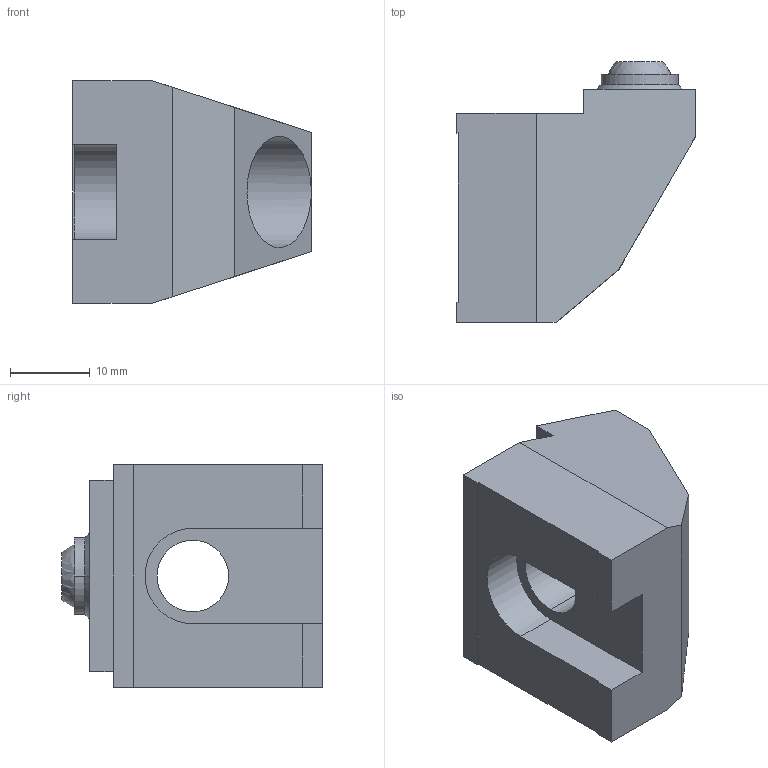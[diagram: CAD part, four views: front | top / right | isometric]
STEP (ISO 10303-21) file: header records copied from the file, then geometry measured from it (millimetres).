
FILE_DESCRIPTION(('STEP AP214'),'1');
FILE_NAME('HALDERN_EH_23320_0148.stp','2018-01-15T15:22:43',('TraceParts'),('TraceParts S.A.'),'Spatial InterOp 3D',' ',' ');
FILE_SCHEMA(('automotive_design'));
Length unit declared in the file: millimetre
Products named in the file (2): HALDERN_EH_23320_0148_1; HALDERN_EH_23320_0148_2
Bounding box: 30 x 32.8 x 28 mm (x, y, z)
Volume: 12576 mm3; surface area: 5130.3 mm2
Topology: 2 solids, 2 shells, 44 faces, 111 edges, 73 vertices
Faces by surface type: plane 26, cylinder 11, cone 4, sphere 3
Entity records: 1709 total; most frequent: DIRECTION 234, CARTESIAN_POINT 226, ORIENTED_EDGE 214, EDGE_CURVE 107, AXIS2_PLACEMENT_3D 81, VERTEX_POINT 73, LINE 72, VECTOR 72
